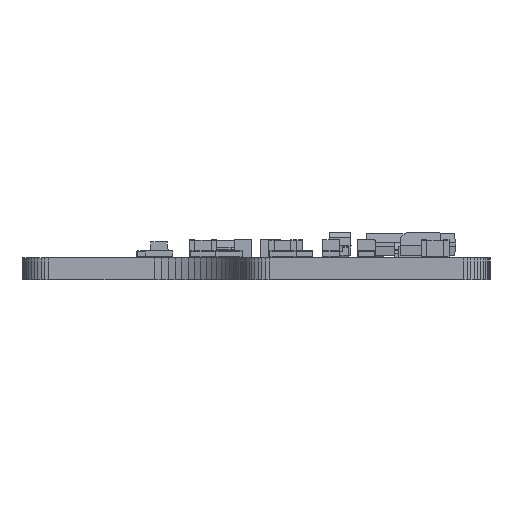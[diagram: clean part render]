
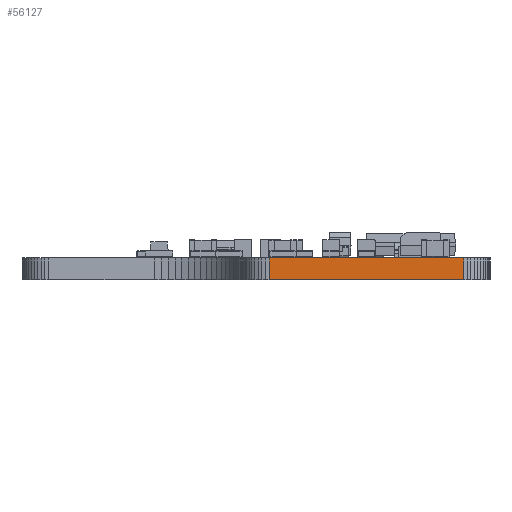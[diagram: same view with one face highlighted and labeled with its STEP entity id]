
A CAD part, left-side view. The second image highlights one B-rep face of the part: STEP entity #56127.
In plain terms, the highlighted planar face has unit normal (-1, 0, 0).
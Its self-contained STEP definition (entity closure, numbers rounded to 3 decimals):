
#26040 = PLANE('',#26041);
#26041 = AXIS2_PLACEMENT_3D('',#26042,#26043,#26044);
#26042 = CARTESIAN_POINT('',(137.032,-79.705,1.58));
#26043 = DIRECTION('',(-0.,-0.,-1.));
#26044 = DIRECTION('',(-1.,0.,0.));
#26094 = PLANE('',#26095);
#26095 = AXIS2_PLACEMENT_3D('',#26096,#26097,#26098);
#26096 = CARTESIAN_POINT('',(137.032,-79.705,0.));
#26097 = DIRECTION('',(-0.,-0.,-1.));
#26098 = DIRECTION('',(-1.,0.,0.));
#29227 = VERTEX_POINT('',#29228);
#29228 = CARTESIAN_POINT('',(90.805,-94.615,0.));
#29242 = PLANE('',#29243);
#29243 = AXIS2_PLACEMENT_3D('',#29244,#29245,#29246);
#29244 = CARTESIAN_POINT('',(90.824,-94.886,0.));
#29245 = DIRECTION('',(-0.997,-0.071,0.));
#29246 = DIRECTION('',(-0.071,0.997,0.));
#29254 = EDGE_CURVE('',#29227,#29255,#29257,.T.);
#29255 = VERTEX_POINT('',#29256);
#29256 = CARTESIAN_POINT('',(90.805,-80.645,0.));
#29257 = SURFACE_CURVE('',#29258,(#29262,#29269),.PCURVE_S1.);
#29258 = LINE('',#29259,#29260);
#29259 = CARTESIAN_POINT('',(90.805,-94.615,0.));
#29260 = VECTOR('',#29261,1.);
#29261 = DIRECTION('',(0.,1.,0.));
#29262 = PCURVE('',#26094,#29263);
#29263 = DEFINITIONAL_REPRESENTATION('',(#29264),#29268);
#29264 = LINE('',#29265,#29266);
#29265 = CARTESIAN_POINT('',(46.227,-14.91));
#29266 = VECTOR('',#29267,1.);
#29267 = DIRECTION('',(0.,1.));
#29268 = ( GEOMETRIC_REPRESENTATION_CONTEXT(2) 
PARAMETRIC_REPRESENTATION_CONTEXT() REPRESENTATION_CONTEXT('2D SPACE',''
  ) );
#29269 = PCURVE('',#29270,#29275);
#29270 = PLANE('',#29271);
#29271 = AXIS2_PLACEMENT_3D('',#29272,#29273,#29274);
#29272 = CARTESIAN_POINT('',(90.805,-94.615,0.));
#29273 = DIRECTION('',(-1.,0.,0.));
#29274 = DIRECTION('',(0.,1.,0.));
#29275 = DEFINITIONAL_REPRESENTATION('',(#29276),#29280);
#29276 = LINE('',#29277,#29278);
#29277 = CARTESIAN_POINT('',(0.,0.));
#29278 = VECTOR('',#29279,1.);
#29279 = DIRECTION('',(1.,0.));
#29280 = ( GEOMETRIC_REPRESENTATION_CONTEXT(2) 
PARAMETRIC_REPRESENTATION_CONTEXT() REPRESENTATION_CONTEXT('2D SPACE',''
  ) );
#29298 = PLANE('',#29299);
#29299 = AXIS2_PLACEMENT_3D('',#29300,#29301,#29302);
#29300 = CARTESIAN_POINT('',(90.805,-80.645,0.));
#29301 = DIRECTION('',(-0.997,0.071,0.));
#29302 = DIRECTION('',(0.071,0.997,0.));
#43757 = VERTEX_POINT('',#43758);
#43758 = CARTESIAN_POINT('',(90.805,-94.615,1.58));
#43779 = EDGE_CURVE('',#43757,#43780,#43782,.T.);
#43780 = VERTEX_POINT('',#43781);
#43781 = CARTESIAN_POINT('',(90.805,-80.645,1.58));
#43782 = SURFACE_CURVE('',#43783,(#43787,#43794),.PCURVE_S1.);
#43783 = LINE('',#43784,#43785);
#43784 = CARTESIAN_POINT('',(90.805,-94.615,1.58));
#43785 = VECTOR('',#43786,1.);
#43786 = DIRECTION('',(0.,1.,0.));
#43787 = PCURVE('',#26040,#43788);
#43788 = DEFINITIONAL_REPRESENTATION('',(#43789),#43793);
#43789 = LINE('',#43790,#43791);
#43790 = CARTESIAN_POINT('',(46.227,-14.91));
#43791 = VECTOR('',#43792,1.);
#43792 = DIRECTION('',(0.,1.));
#43793 = ( GEOMETRIC_REPRESENTATION_CONTEXT(2) 
PARAMETRIC_REPRESENTATION_CONTEXT() REPRESENTATION_CONTEXT('2D SPACE',''
  ) );
#43794 = PCURVE('',#29270,#43795);
#43795 = DEFINITIONAL_REPRESENTATION('',(#43796),#43800);
#43796 = LINE('',#43797,#43798);
#43797 = CARTESIAN_POINT('',(0.,-1.58));
#43798 = VECTOR('',#43799,1.);
#43799 = DIRECTION('',(1.,0.));
#43800 = ( GEOMETRIC_REPRESENTATION_CONTEXT(2) 
PARAMETRIC_REPRESENTATION_CONTEXT() REPRESENTATION_CONTEXT('2D SPACE',''
  ) );
#56077 = EDGE_CURVE('',#29255,#43780,#56078,.T.);
#56078 = SURFACE_CURVE('',#56079,(#56083,#56090),.PCURVE_S1.);
#56079 = LINE('',#56080,#56081);
#56080 = CARTESIAN_POINT('',(90.805,-80.645,0.));
#56081 = VECTOR('',#56082,1.);
#56082 = DIRECTION('',(0.,0.,1.));
#56083 = PCURVE('',#29298,#56084);
#56084 = DEFINITIONAL_REPRESENTATION('',(#56085),#56089);
#56085 = LINE('',#56086,#56087);
#56086 = CARTESIAN_POINT('',(0.,0.));
#56087 = VECTOR('',#56088,1.);
#56088 = DIRECTION('',(0.,-1.));
#56089 = ( GEOMETRIC_REPRESENTATION_CONTEXT(2) 
PARAMETRIC_REPRESENTATION_CONTEXT() REPRESENTATION_CONTEXT('2D SPACE',''
  ) );
#56090 = PCURVE('',#29270,#56091);
#56091 = DEFINITIONAL_REPRESENTATION('',(#56092),#56096);
#56092 = LINE('',#56093,#56094);
#56093 = CARTESIAN_POINT('',(13.97,0.));
#56094 = VECTOR('',#56095,1.);
#56095 = DIRECTION('',(0.,-1.));
#56096 = ( GEOMETRIC_REPRESENTATION_CONTEXT(2) 
PARAMETRIC_REPRESENTATION_CONTEXT() REPRESENTATION_CONTEXT('2D SPACE',''
  ) );
#56127 = ADVANCED_FACE('',(#56128),#29270,.T.);
#56128 = FACE_BOUND('',#56129,.T.);
#56129 = EDGE_LOOP('',(#56130,#56151,#56152,#56153));
#56130 = ORIENTED_EDGE('',*,*,#56131,.T.);
#56131 = EDGE_CURVE('',#29227,#43757,#56132,.T.);
#56132 = SURFACE_CURVE('',#56133,(#56137,#56144),.PCURVE_S1.);
#56133 = LINE('',#56134,#56135);
#56134 = CARTESIAN_POINT('',(90.805,-94.615,0.));
#56135 = VECTOR('',#56136,1.);
#56136 = DIRECTION('',(0.,0.,1.));
#56137 = PCURVE('',#29270,#56138);
#56138 = DEFINITIONAL_REPRESENTATION('',(#56139),#56143);
#56139 = LINE('',#56140,#56141);
#56140 = CARTESIAN_POINT('',(0.,0.));
#56141 = VECTOR('',#56142,1.);
#56142 = DIRECTION('',(0.,-1.));
#56143 = ( GEOMETRIC_REPRESENTATION_CONTEXT(2) 
PARAMETRIC_REPRESENTATION_CONTEXT() REPRESENTATION_CONTEXT('2D SPACE',''
  ) );
#56144 = PCURVE('',#29242,#56145);
#56145 = DEFINITIONAL_REPRESENTATION('',(#56146),#56150);
#56146 = LINE('',#56147,#56148);
#56147 = CARTESIAN_POINT('',(0.272,0.));
#56148 = VECTOR('',#56149,1.);
#56149 = DIRECTION('',(0.,-1.));
#56150 = ( GEOMETRIC_REPRESENTATION_CONTEXT(2) 
PARAMETRIC_REPRESENTATION_CONTEXT() REPRESENTATION_CONTEXT('2D SPACE',''
  ) );
#56151 = ORIENTED_EDGE('',*,*,#43779,.T.);
#56152 = ORIENTED_EDGE('',*,*,#56077,.F.);
#56153 = ORIENTED_EDGE('',*,*,#29254,.F.);
